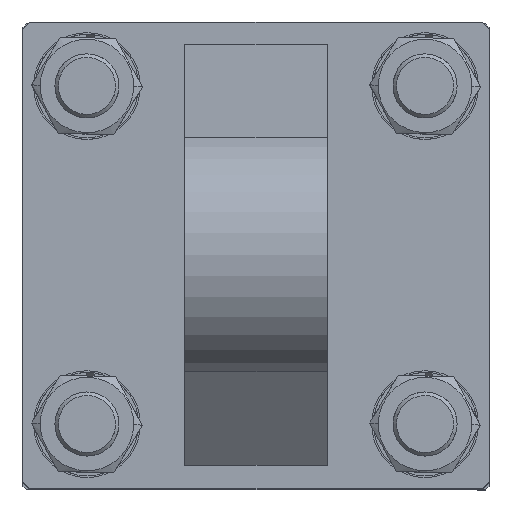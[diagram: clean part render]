
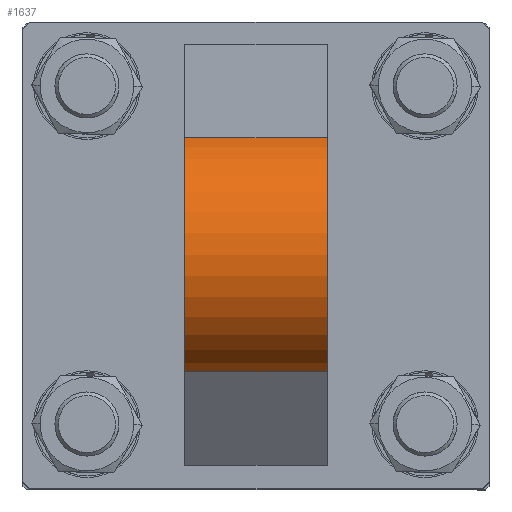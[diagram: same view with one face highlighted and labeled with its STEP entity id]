
A CAD part, top view. The second image highlights one B-rep face of the part: STEP entity #1637.
In plain terms, the highlighted cylindrical face has radius 35 mm (diameter 70 mm), a partial arc.
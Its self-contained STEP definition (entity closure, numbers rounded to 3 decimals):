
#383 = VERTEX_POINT ( 'NONE', #3350 ) ;
#509 = ORIENTED_EDGE ( 'NONE', *, *, #5382, .F. ) ;
#511 = ORIENTED_EDGE ( 'NONE', *, *, #5390, .F. ) ;
#607 = ORIENTED_EDGE ( 'NONE', *, *, #5381, .T. ) ;
#609 = ORIENTED_EDGE ( 'NONE', *, *, #5386, .T. ) ;
#741 = EDGE_LOOP ( 'NONE', ( #609, #509, #511, #607 ) ) ;
#935 = VERTEX_POINT ( 'NONE', #4884 ) ;
#1199 = VERTEX_POINT ( 'NONE', #4890 ) ;
#1402 = VERTEX_POINT ( 'NONE', #4898 ) ;
#1637 = ADVANCED_FACE ( 'NONE', ( #3027 ), #3046, .T. ) ;
#3027 = FACE_OUTER_BOUND ( 'NONE', #741, .T. ) ;
#3046 = CYLINDRICAL_SURFACE ( 'NONE', #5087, 35. ) ;
#3350 = CARTESIAN_POINT ( 'NONE',  ( 20., -32.889, -71.971 ) ) ;
#3681 = CARTESIAN_POINT ( 'NONE',  ( 20., 0., -60. ) ) ;
#3682 = DIRECTION ( 'NONE',  ( -1., 0., 0. ) ) ;
#3689 = DIRECTION ( 'NONE',  ( 0., 0., 1. ) ) ;
#3932 = CARTESIAN_POINT ( 'NONE',  ( 20., -32.889, -71.971 ) ) ;
#3938 = CARTESIAN_POINT ( 'NONE',  ( 20., 32.889, -71.971 ) ) ;
#3943 = DIRECTION ( 'NONE',  ( -1., 0., 0. ) ) ;
#3944 = DIRECTION ( 'NONE',  ( -1., 0., 0. ) ) ;
#3953 = CARTESIAN_POINT ( 'NONE',  ( -20., 0., -60. ) ) ;
#3954 = DIRECTION ( 'NONE',  ( 1., 0., 0. ) ) ;
#3955 = DIRECTION ( 'NONE',  ( 0., 0., -1. ) ) ;
#3962 = CARTESIAN_POINT ( 'NONE',  ( 20., 0., -60. ) ) ;
#3963 = DIRECTION ( 'NONE',  ( 1., 0., 0. ) ) ;
#3964 = DIRECTION ( 'NONE',  ( 0., 0., -1. ) ) ;
#4884 = CARTESIAN_POINT ( 'NONE',  ( -20., -32.889, -71.971 ) ) ;
#4890 = CARTESIAN_POINT ( 'NONE',  ( 20., 32.889, -71.971 ) ) ;
#4898 = CARTESIAN_POINT ( 'NONE',  ( -20., 32.889, -71.971 ) ) ;
#5087 = AXIS2_PLACEMENT_3D ( 'NONE', #3681, #3682, #3689 ) ;
#5381 = EDGE_CURVE ( 'NONE', #383, #935, #7369, .T. ) ;
#5382 = EDGE_CURVE ( 'NONE', #1199, #1402, #7365, .T. ) ;
#5386 = EDGE_CURVE ( 'NONE', #935, #1402, #7356, .T. ) ;
#5390 = EDGE_CURVE ( 'NONE', #383, #1199, #7350, .T. ) ;
#5905 = AXIS2_PLACEMENT_3D ( 'NONE', #3962, #3963, #3964 ) ;
#5907 = AXIS2_PLACEMENT_3D ( 'NONE', #3953, #3954, #3955 ) ;
#7350 = CIRCLE ( 'NONE', #5905, 35. ) ;
#7356 = CIRCLE ( 'NONE', #5907, 35. ) ;
#7360 = VECTOR ( 'NONE', #3944, 1000. ) ;
#7362 = VECTOR ( 'NONE', #3943, 1000. ) ;
#7365 = LINE ( 'NONE', #3938, #7360 ) ;
#7369 = LINE ( 'NONE', #3932, #7362 ) ;
